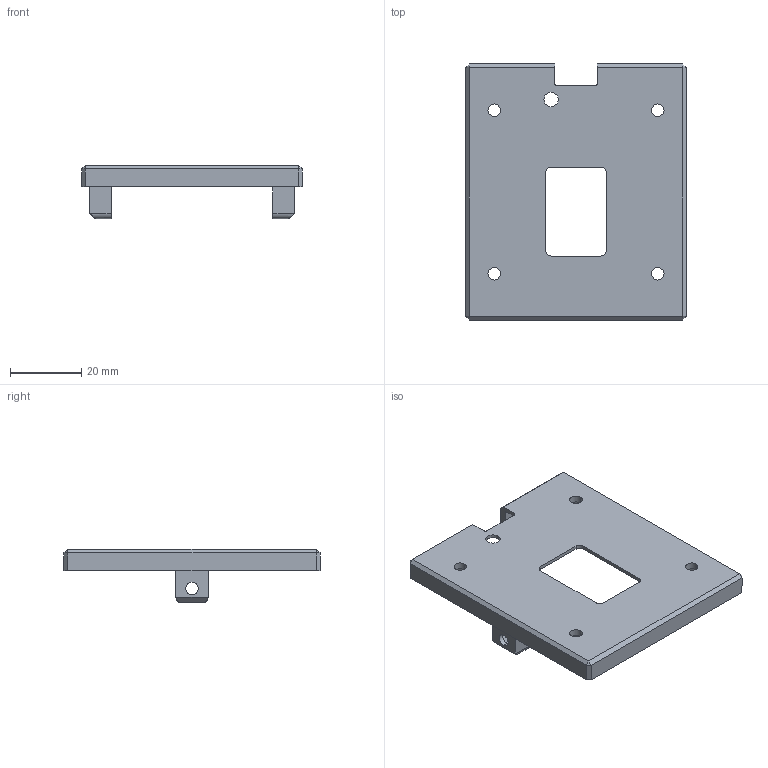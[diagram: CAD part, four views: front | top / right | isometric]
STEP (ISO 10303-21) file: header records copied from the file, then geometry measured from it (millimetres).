
FILE_DESCRIPTION (( 'STEP AP214' ), '1' );
FILE_NAME ('bodyA.STEP', '2022-07-28T12:06:52', ( '' ), ( '' ), 'SwSTEP 2.0', 'SolidWorks 2020', '' );
FILE_SCHEMA (( 'AUTOMOTIVE_DESIGN' ));
Length unit declared in the file: millimetre
Products named in the file (1): bodyA
Bounding box: 62 x 72 x 15 mm (x, y, z)
Volume: 13495.1 mm3; surface area: 11346.2 mm2
Topology: 1 solids, 1 shells, 123 faces, 325 edges, 210 vertices
Faces by surface type: plane 93, cylinder 30
Entity records: 3813 total; most frequent: CARTESIAN_POINT 683, ORIENTED_EDGE 650, DIRECTION 613, EDGE_CURVE 325, LINE 269, VECTOR 269, VERTEX_POINT 210, AXIS2_PLACEMENT_3D 172
